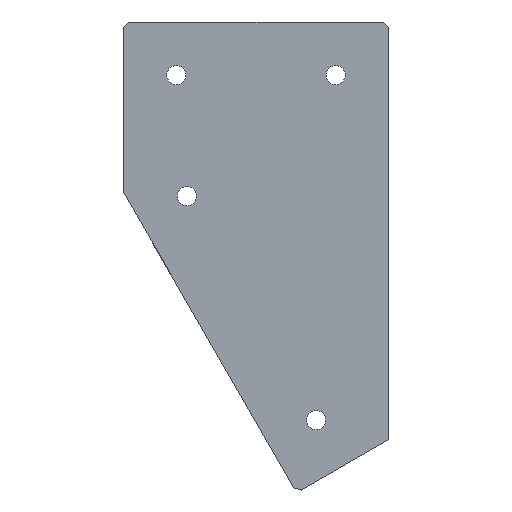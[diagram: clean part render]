
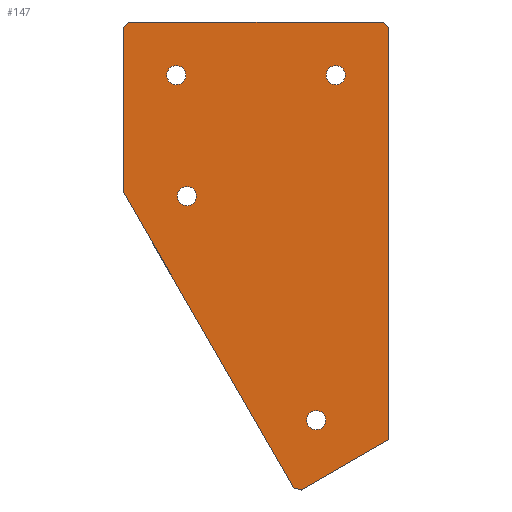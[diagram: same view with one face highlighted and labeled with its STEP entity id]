
A CAD part, top view. The second image highlights one B-rep face of the part: STEP entity #147.
In plain terms, the highlighted planar face has unit normal (0, 0, 1).
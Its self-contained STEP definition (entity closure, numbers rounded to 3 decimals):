
#7 = VERTEX_POINT ( 'NONE', #169 ) ;
#17 = VERTEX_POINT ( 'NONE', #221 ) ;
#20 = VERTEX_POINT ( 'NONE', #30 ) ;
#24 = VECTOR ( 'NONE', #144, 1000. ) ;
#28 = EDGE_LOOP ( 'NONE', ( #382, #127 ) ) ;
#30 = CARTESIAN_POINT ( 'NONE',  ( 125., -196.506, 0. ) ) ;
#40 = FACE_OUTER_BOUND ( 'NONE', #71, .T. ) ;
#45 = ORIENTED_EDGE ( 'NONE', *, *, #63, .T. ) ;
#50 = EDGE_LOOP ( 'NONE', ( #251, #68 ) ) ;
#54 = CARTESIAN_POINT ( 'NONE',  ( 30., -77.462, 0. ) ) ;
#63 = EDGE_CURVE ( 'NONE', #498, #207, #339, .T. ) ;
#65 = EDGE_CURVE ( 'NONE', #592, #17, #447, .T. ) ;
#68 = ORIENTED_EDGE ( 'NONE', *, *, #405, .T. ) ;
#69 = CARTESIAN_POINT ( 'NONE',  ( 0., 0., 0. ) ) ;
#71 = EDGE_LOOP ( 'NONE', ( #625, #114, #411, #249, #175, #235, #491, #204 ) ) ;
#72 = CARTESIAN_POINT ( 'NONE',  ( 81.699, -221.506, 0. ) ) ;
#75 = VERTEX_POINT ( 'NONE', #629 ) ;
#77 = VECTOR ( 'NONE', #572, 1000. ) ;
#78 = AXIS2_PLACEMENT_3D ( 'NONE', #471, #619, #181 ) ;
#79 = DIRECTION ( 'NONE',  ( 0., 1., 0. ) ) ;
#85 = EDGE_CURVE ( 'NONE', #394, #310, #326, .T. ) ;
#86 = DIRECTION ( 'NONE',  ( 0., 1., 0. ) ) ;
#88 = VECTOR ( 'NONE', #158, 1000. ) ;
#92 = CARTESIAN_POINT ( 'NONE',  ( 25., -20.5, 0. ) ) ;
#94 = EDGE_CURVE ( 'NONE', #75, #497, #311, .T. ) ;
#99 = ORIENTED_EDGE ( 'NONE', *, *, #597, .T. ) ;
#100 = VECTOR ( 'NONE', #125, 1000. ) ;
#102 = DIRECTION ( 'NONE',  ( 0., 0., -1. ) ) ;
#114 = ORIENTED_EDGE ( 'NONE', *, *, #172, .T. ) ;
#115 = CARTESIAN_POINT ( 'NONE',  ( 100., -25., 0. ) ) ;
#117 = VERTEX_POINT ( 'NONE', #278 ) ;
#118 = LINE ( 'NONE', #69, #374 ) ;
#125 = DIRECTION ( 'NONE',  ( 1., 0., 0. ) ) ;
#126 = DIRECTION ( 'NONE',  ( 0., 0., -1. ) ) ;
#127 = ORIENTED_EDGE ( 'NONE', *, *, #65, .T. ) ;
#133 = CARTESIAN_POINT ( 'NONE',  ( 30., -81.962, 0. ) ) ;
#135 = CIRCLE ( 'NONE', #211, 4.5 ) ;
#144 = DIRECTION ( 'NONE',  ( -0.707, 0.707, 0. ) ) ;
#147 = ADVANCED_FACE ( 'NONE', ( #285, #323, #234, #431, #40 ), #375, .T. ) ;
#152 = EDGE_CURVE ( 'NONE', #207, #498, #135, .T. ) ;
#158 = DIRECTION ( 'NONE',  ( -0.866, -0.5, 0. ) ) ;
#161 = CARTESIAN_POINT ( 'NONE',  ( 80.449, -219.341, 0. ) ) ;
#168 = CARTESIAN_POINT ( 'NONE',  ( 90.849, -191.856, 0. ) ) ;
#169 = CARTESIAN_POINT ( 'NONE',  ( 25., -29.5, 0. ) ) ;
#172 = EDGE_CURVE ( 'NONE', #492, #117, #425, .T. ) ;
#175 = ORIENTED_EDGE ( 'NONE', *, *, #578, .T. ) ;
#181 = DIRECTION ( 'NONE',  ( 0., 1., 0. ) ) ;
#198 = CARTESIAN_POINT ( 'NONE',  ( 125., 0., 0. ) ) ;
#200 = AXIS2_PLACEMENT_3D ( 'NONE', #212, #205, #463 ) ;
#204 = ORIENTED_EDGE ( 'NONE', *, *, #465, .F. ) ;
#205 = DIRECTION ( 'NONE',  ( 0., 0., -1. ) ) ;
#207 = VERTEX_POINT ( 'NONE', #54 ) ;
#211 = AXIS2_PLACEMENT_3D ( 'NONE', #133, #319, #624 ) ;
#212 = CARTESIAN_POINT ( 'NONE',  ( 90.849, -187.356, 0. ) ) ;
#220 = CARTESIAN_POINT ( 'NONE',  ( 0., 0., 0. ) ) ;
#221 = CARTESIAN_POINT ( 'NONE',  ( 100., -20.5, 0. ) ) ;
#222 = DIRECTION ( 'NONE',  ( 0., 1., 0. ) ) ;
#229 = CARTESIAN_POINT ( 'NONE',  ( 0., 0., 0. ) ) ;
#233 = CARTESIAN_POINT ( 'NONE',  ( 100., -29.5, 0. ) ) ;
#234 = FACE_BOUND ( 'NONE', #345, .T. ) ;
#235 = ORIENTED_EDGE ( 'NONE', *, *, #419, .F. ) ;
#236 = CARTESIAN_POINT ( 'NONE',  ( 90.849, -187.356, 0. ) ) ;
#243 = EDGE_CURVE ( 'NONE', #492, #414, #247, .T. ) ;
#247 = LINE ( 'NONE', #334, #621 ) ;
#249 = ORIENTED_EDGE ( 'NONE', *, *, #376, .F. ) ;
#250 = CARTESIAN_POINT ( 'NONE',  ( 2.5, 0., 0. ) ) ;
#251 = ORIENTED_EDGE ( 'NONE', *, *, #94, .T. ) ;
#254 = DIRECTION ( 'NONE',  ( 0., -1., 0. ) ) ;
#270 = AXIS2_PLACEMENT_3D ( 'NONE', #115, #389, #297 ) ;
#277 = CARTESIAN_POINT ( 'NONE',  ( 61.25, 61.25, 0. ) ) ;
#278 = CARTESIAN_POINT ( 'NONE',  ( 83.864, -220.256, 0. ) ) ;
#279 = AXIS2_PLACEMENT_3D ( 'NONE', #236, #102, #86 ) ;
#285 = FACE_BOUND ( 'NONE', #459, .T. ) ;
#296 = ORIENTED_EDGE ( 'NONE', *, *, #508, .T. ) ;
#297 = DIRECTION ( 'NONE',  ( 0., 1., 0. ) ) ;
#309 = CARTESIAN_POINT ( 'NONE',  ( 100., -25., 0. ) ) ;
#310 = VERTEX_POINT ( 'NONE', #488 ) ;
#311 = CIRCLE ( 'NONE', #279, 4.5 ) ;
#315 = DIRECTION ( 'NONE',  ( 0., 1., 0. ) ) ;
#319 = DIRECTION ( 'NONE',  ( 0., 0., -1. ) ) ;
#323 = FACE_BOUND ( 'NONE', #28, .T. ) ;
#326 = LINE ( 'NONE', #368, #534 ) ;
#331 = VERTEX_POINT ( 'NONE', #383 ) ;
#334 = CARTESIAN_POINT ( 'NONE',  ( 0., -80., 0. ) ) ;
#339 = CIRCLE ( 'NONE', #437, 4.5 ) ;
#340 = CIRCLE ( 'NONE', #78, 4.5 ) ;
#345 = EDGE_LOOP ( 'NONE', ( #351, #45 ) ) ;
#347 = EDGE_CURVE ( 'NONE', #17, #592, #438, .T. ) ;
#351 = ORIENTED_EDGE ( 'NONE', *, *, #152, .T. ) ;
#353 = VECTOR ( 'NONE', #254, 1000. ) ;
#355 = CARTESIAN_POINT ( 'NONE',  ( 30., -86.462, 0. ) ) ;
#368 = CARTESIAN_POINT ( 'NONE',  ( 1.25, -1.25, 0. ) ) ;
#374 = VECTOR ( 'NONE', #315, 1000. ) ;
#375 = PLANE ( 'NONE',  #469 ) ;
#376 = EDGE_CURVE ( 'NONE', #452, #20, #441, .T. ) ;
#382 = ORIENTED_EDGE ( 'NONE', *, *, #347, .T. ) ;
#383 = CARTESIAN_POINT ( 'NONE',  ( 122.5, 0., 0. ) ) ;
#389 = DIRECTION ( 'NONE',  ( 0., 0., -1. ) ) ;
#394 = VERTEX_POINT ( 'NONE', #250 ) ;
#405 = EDGE_CURVE ( 'NONE', #497, #75, #548, .T. ) ;
#411 = ORIENTED_EDGE ( 'NONE', *, *, #442, .F. ) ;
#414 = VERTEX_POINT ( 'NONE', #510 ) ;
#419 = EDGE_CURVE ( 'NONE', #394, #331, #610, .T. ) ;
#425 = LINE ( 'NONE', #481, #77 ) ;
#431 = FACE_BOUND ( 'NONE', #50, .T. ) ;
#437 = AXIS2_PLACEMENT_3D ( 'NONE', #500, #126, #462 ) ;
#438 = CIRCLE ( 'NONE', #270, 4.5 ) ;
#441 = LINE ( 'NONE', #198, #353 ) ;
#442 = EDGE_CURVE ( 'NONE', #20, #117, #503, .T. ) ;
#447 = CIRCLE ( 'NONE', #560, 4.5 ) ;
#452 = VERTEX_POINT ( 'NONE', #545 ) ;
#459 = EDGE_LOOP ( 'NONE', ( #296, #99 ) ) ;
#462 = DIRECTION ( 'NONE',  ( 0., 1., 0. ) ) ;
#463 = DIRECTION ( 'NONE',  ( 0., 1., 0. ) ) ;
#465 = EDGE_CURVE ( 'NONE', #414, #310, #118, .T. ) ;
#469 = AXIS2_PLACEMENT_3D ( 'NONE', #229, #565, #574 ) ;
#470 = DIRECTION ( 'NONE',  ( -0.707, -0.707, 0. ) ) ;
#471 = CARTESIAN_POINT ( 'NONE',  ( 25., -25., 0. ) ) ;
#481 = CARTESIAN_POINT ( 'NONE',  ( -49.446, -184.536, 0. ) ) ;
#488 = CARTESIAN_POINT ( 'NONE',  ( 0., -2.5, 0. ) ) ;
#491 = ORIENTED_EDGE ( 'NONE', *, *, #85, .T. ) ;
#492 = VERTEX_POINT ( 'NONE', #161 ) ;
#497 = VERTEX_POINT ( 'NONE', #168 ) ;
#498 = VERTEX_POINT ( 'NONE', #355 ) ;
#500 = CARTESIAN_POINT ( 'NONE',  ( 30., -81.962, 0. ) ) ;
#503 = LINE ( 'NONE', #72, #88 ) ;
#504 = DIRECTION ( 'NONE',  ( 0., 0., -1. ) ) ;
#508 = EDGE_CURVE ( 'NONE', #522, #7, #569, .T. ) ;
#510 = CARTESIAN_POINT ( 'NONE',  ( 0., -80., 0. ) ) ;
#522 = VERTEX_POINT ( 'NONE', #92 ) ;
#534 = VECTOR ( 'NONE', #470, 1000. ) ;
#537 = DIRECTION ( 'NONE',  ( -0.5, 0.866, 0. ) ) ;
#545 = CARTESIAN_POINT ( 'NONE',  ( 125., -2.5, 0. ) ) ;
#548 = CIRCLE ( 'NONE', #200, 4.5 ) ;
#552 = CARTESIAN_POINT ( 'NONE',  ( 25., -25., 0. ) ) ;
#560 = AXIS2_PLACEMENT_3D ( 'NONE', #309, #504, #79 ) ;
#565 = DIRECTION ( 'NONE',  ( 0., 0., 1. ) ) ;
#566 = LINE ( 'NONE', #277, #24 ) ;
#569 = CIRCLE ( 'NONE', #613, 4.5 ) ;
#572 = DIRECTION ( 'NONE',  ( 0.966, -0.259, 0. ) ) ;
#573 = DIRECTION ( 'NONE',  ( 0., 0., -1. ) ) ;
#574 = DIRECTION ( 'NONE',  ( 1., 0., 0. ) ) ;
#578 = EDGE_CURVE ( 'NONE', #452, #331, #566, .T. ) ;
#592 = VERTEX_POINT ( 'NONE', #233 ) ;
#597 = EDGE_CURVE ( 'NONE', #7, #522, #340, .T. ) ;
#610 = LINE ( 'NONE', #220, #100 ) ;
#613 = AXIS2_PLACEMENT_3D ( 'NONE', #552, #573, #222 ) ;
#619 = DIRECTION ( 'NONE',  ( 0., 0., -1. ) ) ;
#621 = VECTOR ( 'NONE', #537, 1000. ) ;
#624 = DIRECTION ( 'NONE',  ( 0., 1., 0. ) ) ;
#625 = ORIENTED_EDGE ( 'NONE', *, *, #243, .F. ) ;
#629 = CARTESIAN_POINT ( 'NONE',  ( 90.849, -182.856, 0. ) ) ;
